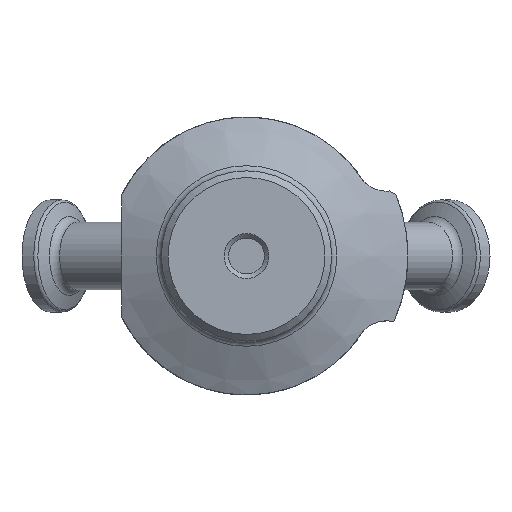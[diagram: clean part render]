
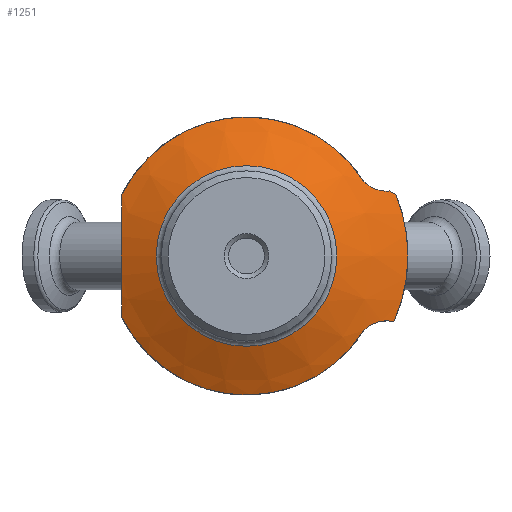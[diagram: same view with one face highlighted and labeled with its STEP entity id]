
A CAD part, front view. The second image highlights one B-rep face of the part: STEP entity #1251.
In plain terms, the highlighted conical face has half-angle 64.799 degrees and reference radius 27.5 mm.
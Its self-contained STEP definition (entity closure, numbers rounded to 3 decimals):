
#33=(
BOUNDED_CURVE()
B_SPLINE_CURVE(2,(#2146,#2147,#2148),.UNSPECIFIED.,.F.,.F.)
B_SPLINE_CURVE_WITH_KNOTS((3,3),(0.842,3.84),
 .UNSPECIFIED.)
CURVE()
GEOMETRIC_REPRESENTATION_ITEM()
RATIONAL_B_SPLINE_CURVE((1.082,1.195,1.082))
REPRESENTATION_ITEM('')
);
#34=(
BOUNDED_CURVE()
B_SPLINE_CURVE(2,(#2301,#2302,#2303),.UNSPECIFIED.,.F.,.F.)
B_SPLINE_CURVE_WITH_KNOTS((3,3),(4.462,4.589),
 .UNSPECIFIED.)
CURVE()
GEOMETRIC_REPRESENTATION_ITEM()
RATIONAL_B_SPLINE_CURVE((1.015,1.008,1.))
REPRESENTATION_ITEM('')
);
#55=CONICAL_SURFACE('',#1409,27.5,64.799);
#101=FACE_BOUND('',#511,.T.);
#272=B_SPLINE_CURVE_WITH_KNOTS('',3,(#2171,#2172,#2173,#2174,#2175,#2176,
#2177,#2178,#2179,#2180),.UNSPECIFIED.,.F.,.F.,(4,2,2,2,4),(3.578,
3.7,3.93,4.189,4.314),
 .UNSPECIFIED.);
#273=B_SPLINE_CURVE_WITH_KNOTS('',3,(#2190,#2191,#2192,#2193,#2194,#2195,
#2196,#2197,#2198,#2199),.UNSPECIFIED.,.F.,.F.,(4,2,2,2,4),(2.73,
2.753,3.012,3.241,3.364),
 .UNSPECIFIED.);
#381=FACE_OUTER_BOUND('',#510,.T.);
#510=EDGE_LOOP('',(#1047));
#511=EDGE_LOOP('',(#1048,#1049,#1050,#1051,#1052,#1053,#1054));
#587=CIRCLE('',#1339,31.);
#588=CIRCLE('',#1343,31.);
#596=CIRCLE('',#1358,20.148);
#621=CIRCLE('',#1410,36.);
#679=VERTEX_POINT('',#2139);
#682=VERTEX_POINT('',#2144);
#689=VERTEX_POINT('',#2168);
#690=VERTEX_POINT('',#2170);
#691=VERTEX_POINT('',#2186);
#692=VERTEX_POINT('',#2188);
#700=VERTEX_POINT('',#2223);
#725=VERTEX_POINT('',#2300);
#798=EDGE_CURVE('',#679,#682,#33,.T.);
#809=EDGE_CURVE('',#690,#689,#272,.T.);
#811=EDGE_CURVE('',#682,#690,#587,.T.);
#815=EDGE_CURVE('',#691,#692,#273,.T.);
#816=EDGE_CURVE('',#692,#679,#588,.T.);
#825=EDGE_CURVE('',#700,#700,#596,.T.);
#850=EDGE_CURVE('',#691,#725,#34,.T.);
#851=EDGE_CURVE('',#689,#725,#621,.T.);
#1047=ORIENTED_EDGE('',*,*,#825,.F.);
#1048=ORIENTED_EDGE('',*,*,#850,.F.);
#1049=ORIENTED_EDGE('',*,*,#815,.T.);
#1050=ORIENTED_EDGE('',*,*,#816,.T.);
#1051=ORIENTED_EDGE('',*,*,#798,.T.);
#1052=ORIENTED_EDGE('',*,*,#811,.T.);
#1053=ORIENTED_EDGE('',*,*,#809,.T.);
#1054=ORIENTED_EDGE('',*,*,#851,.T.);
#1251=ADVANCED_FACE('',(#381,#101),#55,.T.);
#1339=AXIS2_PLACEMENT_3D('',#2183,#1579,#1580);
#1343=AXIS2_PLACEMENT_3D('',#2201,#1589,#1590);
#1358=AXIS2_PLACEMENT_3D('',#2224,#1619,#1620);
#1409=AXIS2_PLACEMENT_3D('',#2299,#1721,#1722);
#1410=AXIS2_PLACEMENT_3D('',#2304,#1723,#1724);
#1579=DIRECTION('center_axis',(0.,-1.,0.));
#1580=DIRECTION('ref_axis',(-0.844,0.,0.537));
#1589=DIRECTION('center_axis',(0.,-1.,0.));
#1590=DIRECTION('ref_axis',(0.901,0.,-0.433));
#1619=DIRECTION('center_axis',(0.,-1.,0.));
#1620=DIRECTION('ref_axis',(-1.,0.,0.));
#1721=DIRECTION('center_axis',(0.,1.,0.));
#1722=DIRECTION('ref_axis',(1.,0.,0.));
#1723=DIRECTION('center_axis',(0.,-1.,0.));
#1724=DIRECTION('ref_axis',(1.,0.,0.));
#2139=CARTESIAN_POINT('',(-27.819,22.647,13.679));
#2144=CARTESIAN_POINT('',(-27.819,22.647,-13.679));
#2146=CARTESIAN_POINT('Ctrl Pts',(-27.819,22.647,13.679));
#2147=CARTESIAN_POINT('Ctrl Pts',(-28.058,19.908,0.));
#2148=CARTESIAN_POINT('Ctrl Pts',(-27.819,22.647,-13.679));
#2168=CARTESIAN_POINT('',(32.878,25.,-14.665));
#2170=CARTESIAN_POINT('',(26.15,22.647,-16.649));
#2171=CARTESIAN_POINT('Ctrl Pts',(26.15,22.647,-16.649));
#2172=CARTESIAN_POINT('Ctrl Pts',(26.442,22.685,-16.341));
#2173=CARTESIAN_POINT('Ctrl Pts',(26.768,22.746,-16.055));
#2174=CARTESIAN_POINT('Ctrl Pts',(27.762,22.979,-15.333));
#2175=CARTESIAN_POINT('Ctrl Pts',(28.487,23.204,-14.986));
#2176=CARTESIAN_POINT('Ctrl Pts',(29.962,23.728,-14.534));
#2177=CARTESIAN_POINT('Ctrl Pts',(30.827,24.075,-14.428));
#2178=CARTESIAN_POINT('Ctrl Pts',(32.082,24.628,-14.508));
#2179=CARTESIAN_POINT('Ctrl Pts',(32.488,24.814,-14.57));
#2180=CARTESIAN_POINT('Ctrl Pts',(32.878,25.,-14.665));
#2183=CARTESIAN_POINT('Origin',(0.,22.647,0.));
#2186=CARTESIAN_POINT('',(31.892,24.545,14.499));
#2188=CARTESIAN_POINT('',(26.15,22.647,16.649));
#2190=CARTESIAN_POINT('Ctrl Pts',(31.892,24.545,14.499));
#2191=CARTESIAN_POINT('Ctrl Pts',(31.819,24.512,14.492));
#2192=CARTESIAN_POINT('Ctrl Pts',(31.746,24.48,14.486));
#2193=CARTESIAN_POINT('Ctrl Pts',(30.827,24.075,14.428));
#2194=CARTESIAN_POINT('Ctrl Pts',(29.962,23.728,14.534));
#2195=CARTESIAN_POINT('Ctrl Pts',(28.487,23.204,14.986));
#2196=CARTESIAN_POINT('Ctrl Pts',(27.762,22.979,15.333));
#2197=CARTESIAN_POINT('Ctrl Pts',(26.768,22.746,16.055));
#2198=CARTESIAN_POINT('Ctrl Pts',(26.442,22.685,16.341));
#2199=CARTESIAN_POINT('Ctrl Pts',(26.15,22.647,16.649));
#2201=CARTESIAN_POINT('Origin',(0.,22.647,0.));
#2223=CARTESIAN_POINT('',(20.148,17.54,0.));
#2224=CARTESIAN_POINT('Origin',(0.,17.54,0.));
#2299=CARTESIAN_POINT('Origin',(0.,21.,0.));
#2300=CARTESIAN_POINT('',(33.272,25.,13.746));
#2301=CARTESIAN_POINT('Ctrl Pts',(31.892,24.545,14.499));
#2302=CARTESIAN_POINT('Ctrl Pts',(32.573,24.764,14.127));
#2303=CARTESIAN_POINT('Ctrl Pts',(33.272,25.,13.746));
#2304=CARTESIAN_POINT('Origin',(0.,25.,0.));
